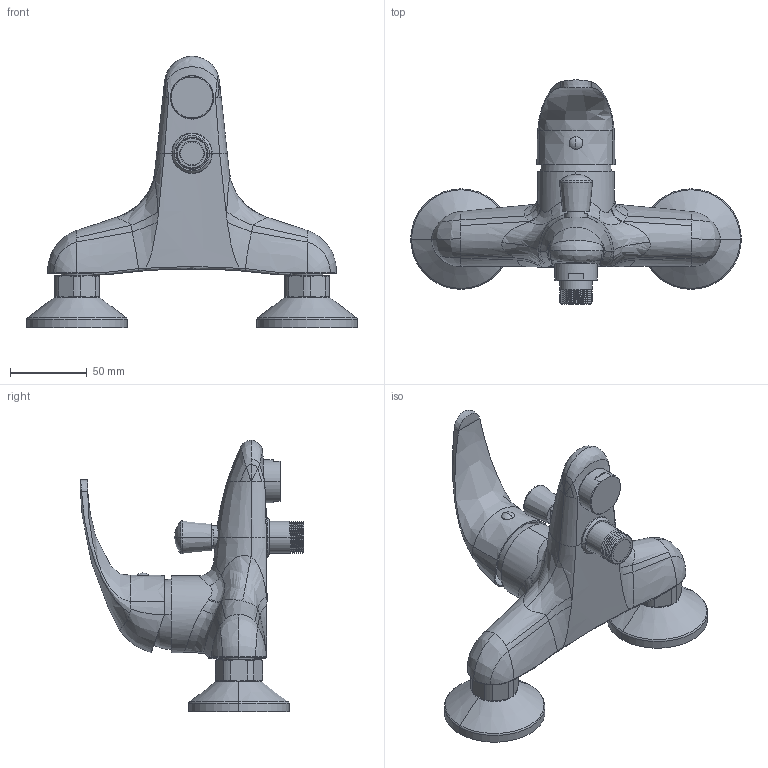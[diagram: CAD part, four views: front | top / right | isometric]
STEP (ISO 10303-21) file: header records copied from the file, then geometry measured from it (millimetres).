
FILE_DESCRIPTION((''),'2;1');
FILE_NAME('ND022CR','2021-11-10T09:59:43',('ut3'),('PAFFONI SpA'),'CREO PARAMETRIC BY PTC INC, 2020044','CREO PARAMETRIC BY PTC INC, 2020044','');
FILE_SCHEMA(('CONFIG_CONTROL_DESIGN','SHAPE_APPEARANCE_LAYERS_GROUPS'));
Length unit declared in the file: millimetre
Products named in the file (1): ND022CR
Bounding box: 215.5 x 146 x 177 mm (x, y, z)
Volume: 545822.3 mm3; surface area: 86188.5 mm2
Topology: 1 solids, 1 shells, 432 faces, 1088 edges, 673 vertices
Faces by surface type: plane 138, bspline 104, cylinder 102, cone 68, torus 16, sphere 4
Entity records: 29108 total; most frequent: CARTESIAN_POINT 16544, ORIENTED_EDGE 2144, DIRECTION 1730, EDGE_CURVE 1072, AXIS2_PLACEMENT_3D 701, VERTEX_POINT 673, EDGE_LOOP 469, FACE_OUTER_BOUND 432
